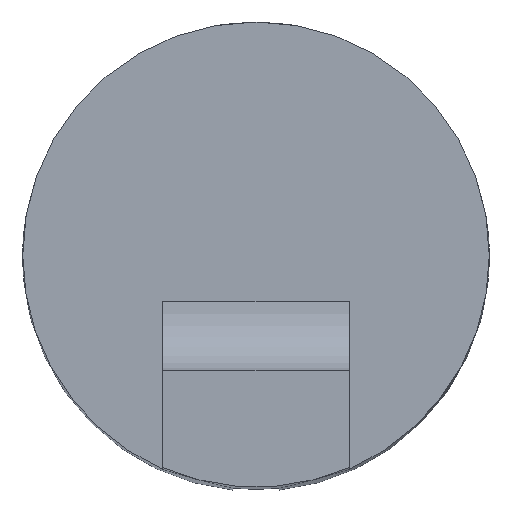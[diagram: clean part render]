
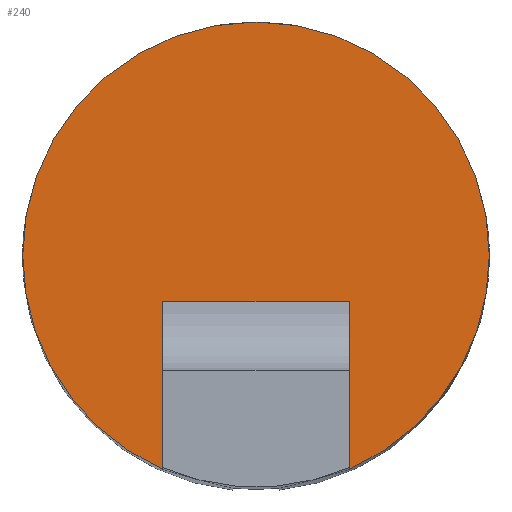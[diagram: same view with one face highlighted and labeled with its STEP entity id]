
A CAD part, top view. The second image highlights one B-rep face of the part: STEP entity #240.
In plain terms, the highlighted planar face has unit normal (0, 0, 1).
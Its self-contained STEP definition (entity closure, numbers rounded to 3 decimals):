
#27 = ORIENTED_EDGE ( 'NONE', *, *, #657, .F. ) ;
#46 = CARTESIAN_POINT ( 'NONE',  ( -0.2, -0.458, 3.1 ) ) ;
#62 = CARTESIAN_POINT ( 'NONE',  ( -0.2, -0.458, 3.1 ) ) ;
#86 = ORIENTED_EDGE ( 'NONE', *, *, #1099, .F. ) ;
#98 = ORIENTED_EDGE ( 'NONE', *, *, #880, .F. ) ;
#105 = CIRCLE ( 'NONE', #155, 0.5 ) ;
#155 = AXIS2_PLACEMENT_3D ( 'NONE', #573, #658, #157 ) ;
#157 = DIRECTION ( 'NONE',  ( -1., 0., 0. ) ) ;
#162 = LINE ( 'NONE', #46, #482 ) ;
#170 = CARTESIAN_POINT ( 'NONE',  ( 0., 0., 3.1 ) ) ;
#178 = DIRECTION ( 'NONE',  ( 0., 1., 0. ) ) ;
#236 = VERTEX_POINT ( 'NONE', #376 ) ;
#240 = ADVANCED_FACE ( 'NONE', ( #942 ), #908, .F. ) ;
#252 = ORIENTED_EDGE ( 'NONE', *, *, #464, .F. ) ;
#336 = DIRECTION ( 'NONE',  ( -1., 0., 0. ) ) ;
#344 = VERTEX_POINT ( 'NONE', #431 ) ;
#369 = CARTESIAN_POINT ( 'NONE',  ( 0., 0., 3.1 ) ) ;
#376 = CARTESIAN_POINT ( 'NONE',  ( 0.5, 0., 3.1 ) ) ;
#421 = CARTESIAN_POINT ( 'NONE',  ( 0.2, -0.25, 3.1 ) ) ;
#423 = CIRCLE ( 'NONE', #1054, 0.5 ) ;
#431 = CARTESIAN_POINT ( 'NONE',  ( -0.5, 0., 3.1 ) ) ;
#464 = EDGE_CURVE ( 'NONE', #517, #344, #978, .T. ) ;
#479 = CARTESIAN_POINT ( 'NONE',  ( 0.2, -0.458, 3.1 ) ) ;
#482 = VECTOR ( 'NONE', #1001, 1000. ) ;
#492 = CARTESIAN_POINT ( 'NONE',  ( 0.2, -0.1, 3.1 ) ) ;
#495 = AXIS2_PLACEMENT_3D ( 'NONE', #574, #572, #656 ) ;
#514 = AXIS2_PLACEMENT_3D ( 'NONE', #369, #890, #977 ) ;
#515 = VERTEX_POINT ( 'NONE', #642 ) ;
#517 = VERTEX_POINT ( 'NONE', #62 ) ;
#572 = DIRECTION ( 'NONE',  ( 0., 0., -1. ) ) ;
#573 = CARTESIAN_POINT ( 'NONE',  ( 0., 0., 3.1 ) ) ;
#574 = CARTESIAN_POINT ( 'NONE',  ( 0., 0., 3.1 ) ) ;
#582 = VECTOR ( 'NONE', #178, 1000. ) ;
#631 = EDGE_CURVE ( 'NONE', #344, #236, #105, .T. ) ;
#642 = CARTESIAN_POINT ( 'NONE',  ( -0.2, -0.1, 3.1 ) ) ;
#651 = EDGE_CURVE ( 'NONE', #515, #679, #783, .T. ) ;
#656 = DIRECTION ( 'NONE',  ( -1., 0., 0. ) ) ;
#657 = EDGE_CURVE ( 'NONE', #1034, #679, #690, .T. ) ;
#658 = DIRECTION ( 'NONE',  ( 0., 0., -1. ) ) ;
#679 = VERTEX_POINT ( 'NONE', #1041 ) ;
#690 = LINE ( 'NONE', #421, #582 ) ;
#721 = EDGE_LOOP ( 'NONE', ( #98, #785, #27, #86, #1080, #252 ) ) ;
#783 = LINE ( 'NONE', #492, #1079 ) ;
#785 = ORIENTED_EDGE ( 'NONE', *, *, #651, .T. ) ;
#845 = DIRECTION ( 'NONE',  ( 1., 0., 0. ) ) ;
#880 = EDGE_CURVE ( 'NONE', #515, #517, #162, .T. ) ;
#890 = DIRECTION ( 'NONE',  ( 0., 0., -1. ) ) ;
#908 = PLANE ( 'NONE',  #495 ) ;
#942 = FACE_OUTER_BOUND ( 'NONE', #721, .T. ) ;
#948 = DIRECTION ( 'NONE',  ( 0., 0., -1. ) ) ;
#977 = DIRECTION ( 'NONE',  ( -1., 0., 0. ) ) ;
#978 = CIRCLE ( 'NONE', #514, 0.5 ) ;
#1001 = DIRECTION ( 'NONE',  ( 0., -1., 0. ) ) ;
#1034 = VERTEX_POINT ( 'NONE', #479 ) ;
#1041 = CARTESIAN_POINT ( 'NONE',  ( 0.2, -0.1, 3.1 ) ) ;
#1054 = AXIS2_PLACEMENT_3D ( 'NONE', #170, #948, #336 ) ;
#1079 = VECTOR ( 'NONE', #845, 1000. ) ;
#1080 = ORIENTED_EDGE ( 'NONE', *, *, #631, .F. ) ;
#1099 = EDGE_CURVE ( 'NONE', #236, #1034, #423, .T. ) ;
